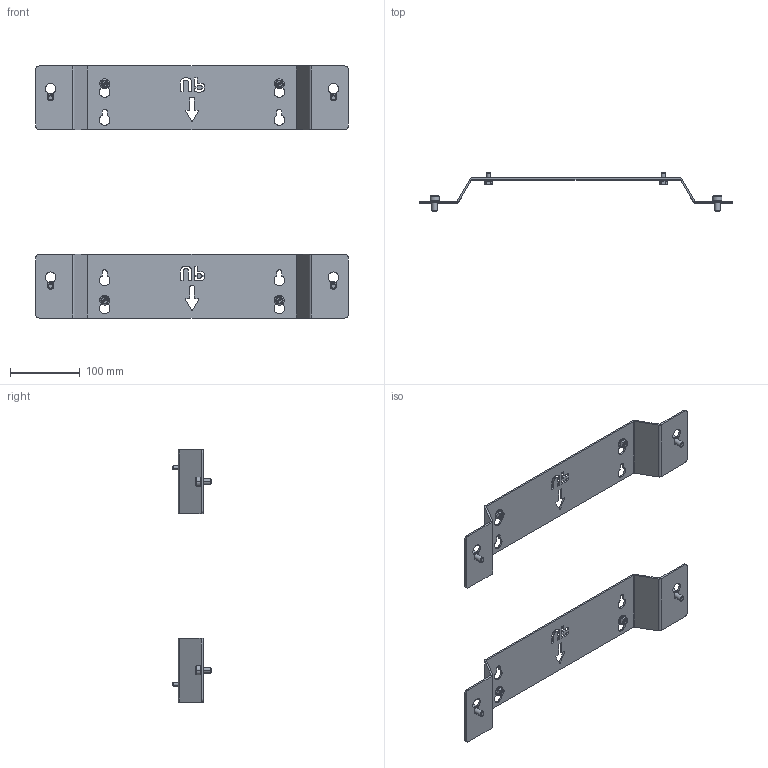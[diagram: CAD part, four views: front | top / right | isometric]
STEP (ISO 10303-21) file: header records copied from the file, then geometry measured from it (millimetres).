
FILE_DESCRIPTION (( 'STEP AP214' ), '1' );
FILE_NAME ('KR31376_Link-6-Controller-Mounting-Bracket_R01.STEP', '2023-07-03T13:56:14', ( '' ), ( '' ), 'SwSTEP 2.0', 'SolidWorks 2022', '' );
FILE_SCHEMA (( 'AUTOMOTIVE_DESIGN' ));
Length unit declared in the file: millimetre
Products named in the file (4): KR22229_90128A336; KR31376_Link-6-Controller-Mounting-Bracket_R01; KR26379_98093A430; KR31375
Assembly tree (10 placements, depth 2):
  KR31376_Link-6-Controller-Mounting-Bracket_R01
    KR31375  x2
    KR26379_98093A430  x4
    KR22229_90128A336  x4
Bounding box: 447.91 x 55 x 361 mm (x, y, z)
Volume: 220684.8 mm3; surface area: 184230.5 mm2
Topology: 10 solids, 10 shells, 896 faces, 2262 edges, 1444 vertices
Faces by surface type: plane 408, bspline 220, cylinder 152, cone 100, torus 16
Entity records: 16591 total; most frequent: CARTESIAN_POINT 7046, ORIENTED_EDGE 1822, DIRECTION 1439, EDGE_CURVE 911, VERTEX_POINT 586, VECTOR 545, LINE 545, AXIS2_PLACEMENT_3D 447
